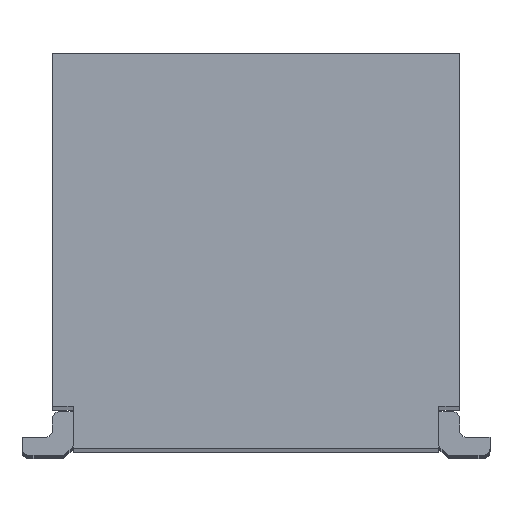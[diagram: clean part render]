
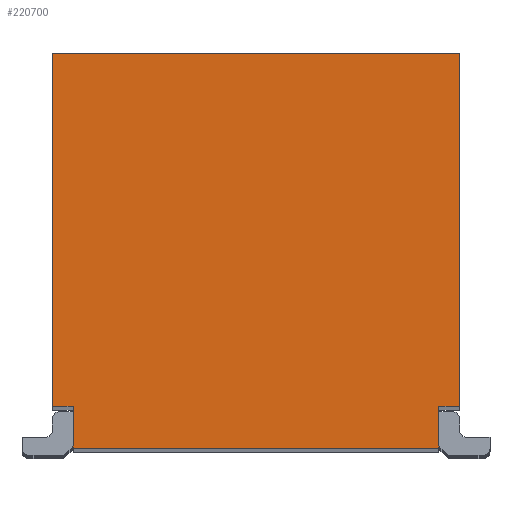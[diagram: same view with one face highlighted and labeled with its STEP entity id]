
A CAD part, top view. The second image highlights one B-rep face of the part: STEP entity #220700.
In plain terms, the highlighted planar face has unit normal (0, 0, 1).
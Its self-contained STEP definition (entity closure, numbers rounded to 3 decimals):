
#208480=CARTESIAN_POINT('',(1.47,1.4,13.185));
#208490=VERTEX_POINT('',#208480);
#208520=CARTESIAN_POINT('',(0.,1.4,13.185));
#208530=DIRECTION('',(1.,0.,-0.));
#208540=VECTOR('',#208530,1.);
#208550=LINE('',#208520,#208540);
#208560=CARTESIAN_POINT('',(-1.47,1.4,13.185));
#208570=VERTEX_POINT('',#208560);
#208580=EDGE_CURVE('',#208570,#208490,#208550,.T.);
#220080=CARTESIAN_POINT('',(1.544,-1.522,13.185));
#220090=DIRECTION('',(0.,0.,1.));
#220100=DIRECTION('',(-1.,0.,0.));
#220110=AXIS2_PLACEMENT_3D('',#220080,#220090,#220100);
#220120=PLANE('',#220110);
#220130=CARTESIAN_POINT('',(1.32,-0.5,13.185));
#220140=DIRECTION('',(0.,-1.,0.));
#220150=VECTOR('',#220140,1.);
#220160=LINE('',#220130,#220150);
#220170=CARTESIAN_POINT('',(1.32,-1.15,13.185));
#220180=VERTEX_POINT('',#220170);
#220190=CARTESIAN_POINT('',(1.32,-1.45,13.185));
#220200=VERTEX_POINT('',#220190);
#220210=EDGE_CURVE('',#220180,#220200,#220160,.T.);
#220220=ORIENTED_EDGE('',*,*,#220210,.F.);
#220230=CARTESIAN_POINT('',(0.,-1.45,
13.185));
#220240=DIRECTION('',(-1.,0.,0.));
#220250=VECTOR('',#220240,1.);
#220260=LINE('',#220230,#220250);
#220270=CARTESIAN_POINT('',(-1.32,-1.45,13.185));
#220280=VERTEX_POINT('',#220270);
#220290=EDGE_CURVE('',#220200,#220280,#220260,.T.);
#220300=ORIENTED_EDGE('',*,*,#220290,.F.);
#220310=CARTESIAN_POINT('',(-1.32,-0.5,13.185));
#220320=DIRECTION('',(0.,1.,0.));
#220330=VECTOR('',#220320,1.);
#220340=LINE('',#220310,#220330);
#220350=CARTESIAN_POINT('',(-1.32,-1.15,13.185));
#220360=VERTEX_POINT('',#220350);
#220370=EDGE_CURVE('',#220280,#220360,#220340,.T.);
#220380=ORIENTED_EDGE('',*,*,#220370,.F.);
#220390=CARTESIAN_POINT('',(0.,-1.15,13.185));
#220400=DIRECTION('',(1.,0.,0.));
#220410=VECTOR('',#220400,1.);
#220420=LINE('',#220390,#220410);
#220430=CARTESIAN_POINT('',(-1.47,-1.15,13.185));
#220440=VERTEX_POINT('',#220430);
#220450=EDGE_CURVE('',#220440,#220360,#220420,.T.);
#220460=ORIENTED_EDGE('',*,*,#220450,.T.);
#220470=CARTESIAN_POINT('',(-1.47,-0.5,13.185));
#220480=DIRECTION('',(0.,-1.,0.));
#220490=VECTOR('',#220480,1.);
#220500=LINE('',#220470,#220490);
#220510=EDGE_CURVE('',#208570,#220440,#220500,.T.);
#220520=ORIENTED_EDGE('',*,*,#220510,.T.);
#220530=ORIENTED_EDGE('',*,*,#208580,.F.);
#220540=CARTESIAN_POINT('',(1.47,-0.5,13.185));
#220550=DIRECTION('',(0.,1.,0.));
#220560=VECTOR('',#220550,1.);
#220570=LINE('',#220540,#220560);
#220580=CARTESIAN_POINT('',(1.47,-1.15,13.185));
#220590=VERTEX_POINT('',#220580);
#220600=EDGE_CURVE('',#220590,#208490,#220570,.T.);
#220610=ORIENTED_EDGE('',*,*,#220600,.T.);
#220620=CARTESIAN_POINT('',(0.,-1.15,13.185));
#220630=DIRECTION('',(1.,0.,0.));
#220640=VECTOR('',#220630,1.);
#220650=LINE('',#220620,#220640);
#220660=EDGE_CURVE('',#220180,#220590,#220650,.T.);
#220670=ORIENTED_EDGE('',*,*,#220660,.T.);
#220680=EDGE_LOOP('',(#220670,#220610,#220530,#220520,#220460,#220380,
#220300,#220220));
#220690=FACE_OUTER_BOUND('',#220680,.T.);
#220700=ADVANCED_FACE('',(#220690),#220120,.T.);
